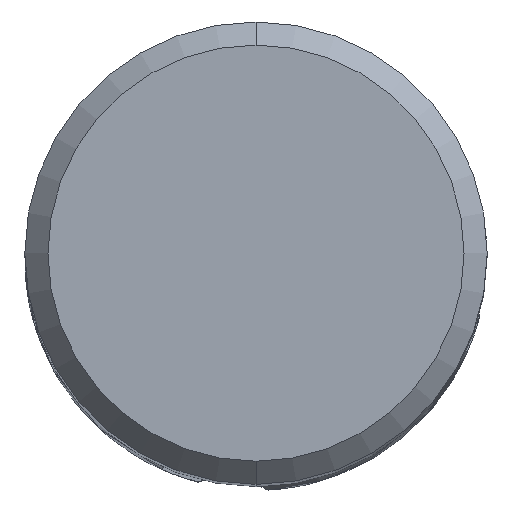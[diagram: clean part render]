
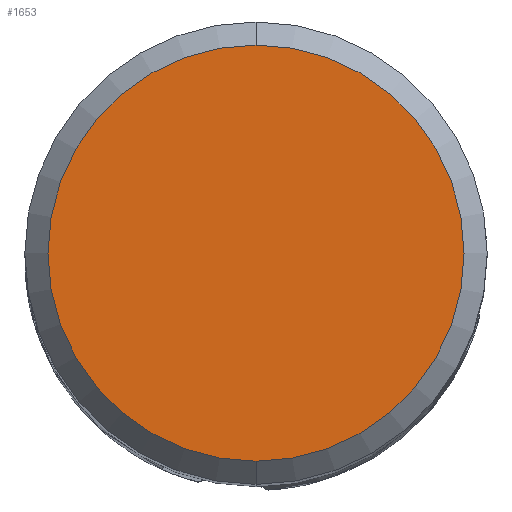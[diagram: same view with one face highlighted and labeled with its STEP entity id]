
A CAD part, top view. The second image highlights one B-rep face of the part: STEP entity #1653.
In plain terms, the highlighted planar face has unit normal (0, 0, 1).
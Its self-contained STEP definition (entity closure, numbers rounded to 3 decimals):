
#1109=VERTEX_POINT('',#2260);
#1263=EDGE_CURVE('',#1109,#1465,#2429,.T.);
#1465=VERTEX_POINT('',#2653);
#1585=EDGE_CURVE('',#1465,#1109,#2781,.T.);
#1653=ADVANCED_FACE('',(#2854),#2855,.T.);
#2260=CARTESIAN_POINT('',(0.,-9.0,0.0));
#2429=CIRCLE('',#8131,9.0);
#2653=CARTESIAN_POINT('',(0.0,9.0,0.0));
#2781=CIRCLE('',#11269,9.0);
#2854=FACE_OUTER_BOUND('',#11694,.T.);
#2855=PLANE('',#11695);
#8131=AXIS2_PLACEMENT_3D('',#12414,#12415,#12416);
#11269=AXIS2_PLACEMENT_3D('',#12790,#12791,#12792);
#11694=EDGE_LOOP('',(#12872,#12873));
#11695=AXIS2_PLACEMENT_3D('',#12874,#12875,#12876);
#12414=CARTESIAN_POINT('',(0.0,0.0,0.0));
#12415=DIRECTION('',(0.0,0.0,-1.0));
#12416=DIRECTION('',(0.0,1.0,0.0));
#12790=CARTESIAN_POINT('',(0.0,0.0,0.0));
#12791=DIRECTION('',(0.0,0.0,-1.0));
#12792=DIRECTION('',(0.0,1.0,0.0));
#12872=ORIENTED_EDGE('',*,*,#1585,.F.);
#12873=ORIENTED_EDGE('',*,*,#1263,.F.);
#12874=CARTESIAN_POINT('',(0.0,4.5,0.0));
#12875=DIRECTION('',(-0.0,0.0,1.0));
#12876=DIRECTION('',(0.0,-1.0,0.0));
